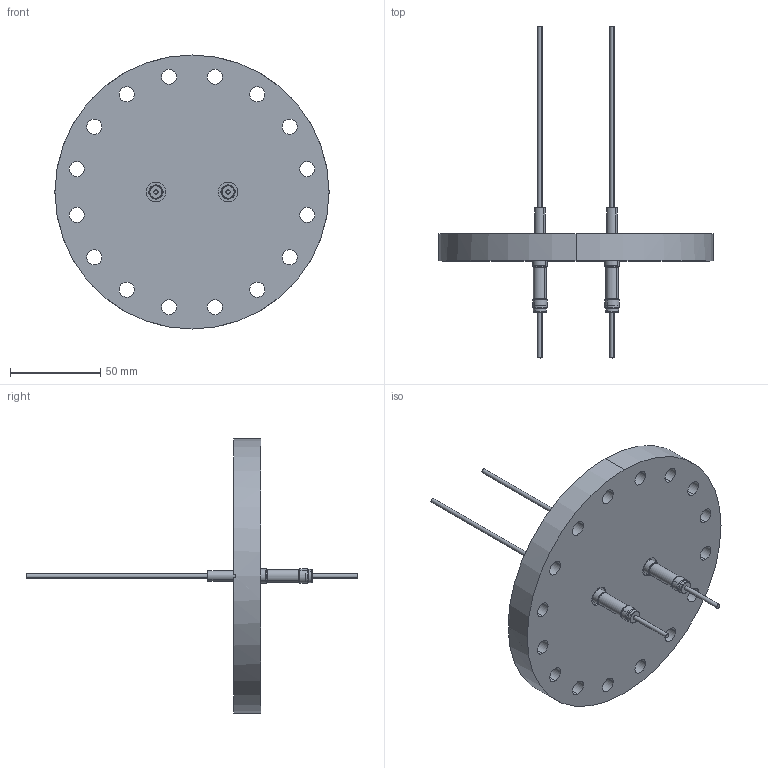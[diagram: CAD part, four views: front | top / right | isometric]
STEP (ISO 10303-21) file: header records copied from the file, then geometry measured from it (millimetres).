
FILE_DESCRIPTION (( 'STEP AP214' ), '1' );
FILE_NAME ('264-24CU10K-2-C100.STEP', '2015-11-16T12:22:31', ( 'allectra' ), ( 'Microsoft' ), 'SwSTEP 2.0', 'SolidWorks 2014', '' );
FILE_SCHEMA (( 'AUTOMOTIVE_DESIGN' ));
Length unit declared in the file: millimetre
Products named in the file (3): 261-24CU10K; 9411-C100-11-2_419-CFB100-T15; 264-24CU10K-2-C100
Assembly tree (3 placements, depth 2):
  264-24CU10K-2-C100
    9411-C100-11-2_419-CFB100-T15
    261-24CU10K  x2
Bounding box: 152 x 184.15 x 152 mm (x, y, z)
Volume: 248508.6 mm3; surface area: 57756 mm2
Topology: 3 solids, 3 shells, 188 faces, 452 edges, 286 vertices
Faces by surface type: cylinder 114, cone 36, plane 24, bspline 12, torus 2
Entity records: 4024 total; most frequent: CARTESIAN_POINT 846, DIRECTION 720, ORIENTED_EDGE 596, AXIS2_PLACEMENT_3D 310, EDGE_CURVE 298, VERTEX_POINT 190, CIRCLE 190, EDGE_LOOP 164
